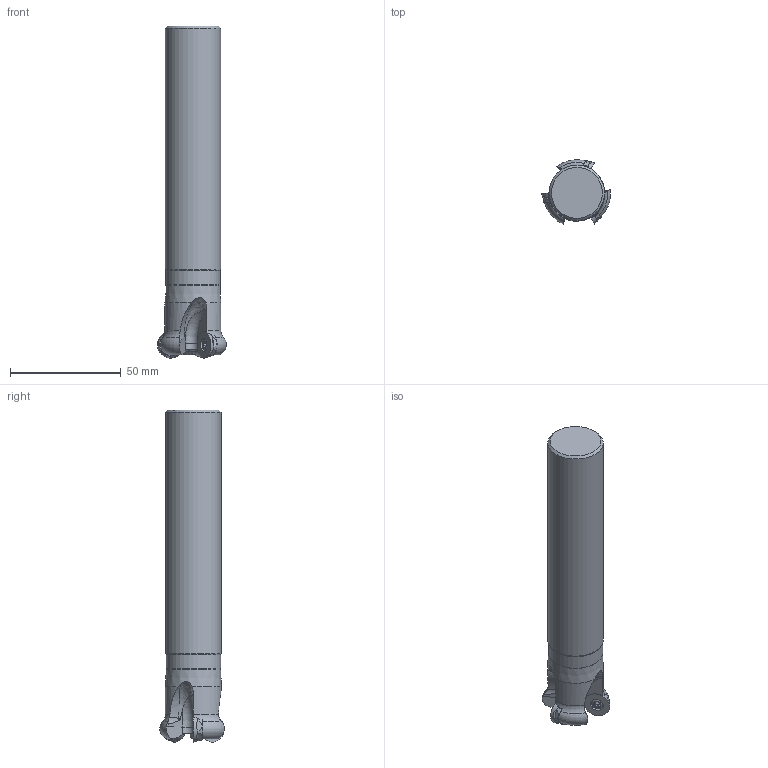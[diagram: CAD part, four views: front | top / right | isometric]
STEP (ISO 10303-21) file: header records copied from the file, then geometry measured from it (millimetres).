
FILE_DESCRIPTION(/* description */ (''),/* implementation_level */ '2;1');
FILE_NAME(/* name */ 'toolassembly_1.stp',/* time_stamp */ '2018-10-04T14:16:49+02:00',/* author */ (''),/* organization */ ('SMS'),/* preprocessor_version */ 'ST-DEVELOPER v15',/* originating_system */ 'SIEMENS PLM Software NX 8.5',/* authorisation */ '');
FILE_SCHEMA (('AUTOMOTIVE_DESIGN { 1 0 10303 214 3 1 1 1 }'));
Length unit declared in the file: millimetre
Products named in the file (4): ASSEMBLY_CONSTRUCTION; CUT_20181004141603; NOCUT_20181004141558; TOOLASSEMBLY_1
Assembly tree (5 placements, depth 2):
  TOOLASSEMBLY_1
    NOCUT_20181004141558
    CUT_20181004141603  x3
    ASSEMBLY_CONSTRUCTION
Bounding box: 31.13 x 29.11 x 149.98 mm (x, y, z)
Volume: 68819 mm3; surface area: 14402 mm2
Topology: 4 solids, 4 shells, 263 faces, 693 edges, 453 vertices
Faces by surface type: plane 122, cone 47, extrusion 36, torus 26, cylinder 23, bspline 6, sphere 3
Full cylindrical faces by diameter (mm): 3.5 x3, 4.1 x3, 5.25 x3, 24.489 x1, 24.989 x1
Entity records: 8956 total; most frequent: CARTESIAN_POINT 3482, ORIENTED_EDGE 1108, DIRECTION 1065, EDGE_CURVE 554, AXIS2_PLACEMENT_3D 438, VERTEX_POINT 368, EDGE_LOOP 263, ADVANCED_FACE 227
